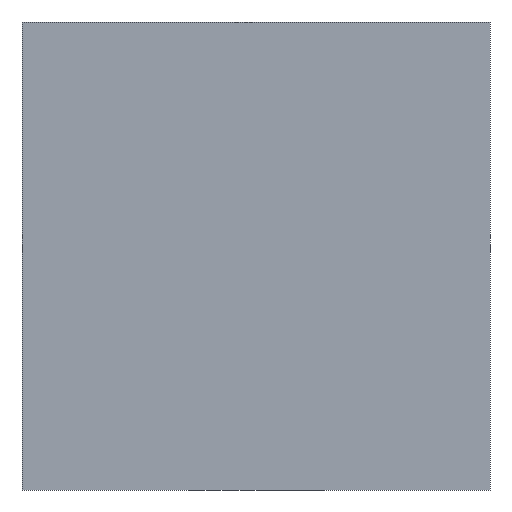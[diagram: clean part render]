
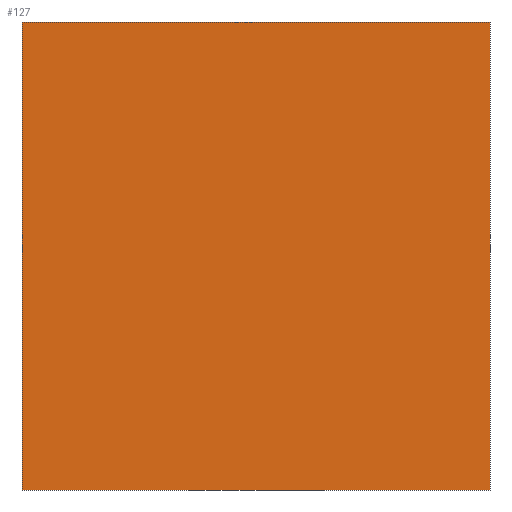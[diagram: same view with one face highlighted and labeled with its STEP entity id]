
A CAD part, front view. The second image highlights one B-rep face of the part: STEP entity #127.
In plain terms, the highlighted planar face has unit normal (0, -1, 0).
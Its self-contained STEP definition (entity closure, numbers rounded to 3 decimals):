
#31=ORIENTED_EDGE('',*,*,#58,.F.);
#32=ORIENTED_EDGE('',*,*,#57,.F.);
#33=ORIENTED_EDGE('',*,*,#59,.T.);
#34=ORIENTED_EDGE('',*,*,#60,.T.);
#57=EDGE_CURVE('',#70,#69,#81,.T.);
#58=EDGE_CURVE('',#69,#71,#82,.T.);
#59=EDGE_CURVE('',#70,#72,#83,.T.);
#60=EDGE_CURVE('',#72,#71,#84,.T.);
#69=VERTEX_POINT('',#198);
#70=VERTEX_POINT('',#200);
#71=VERTEX_POINT('',#204);
#72=VERTEX_POINT('',#206);
#81=LINE('',#201,#93);
#82=LINE('',#203,#94);
#83=LINE('',#205,#95);
#84=LINE('',#207,#96);
#93=VECTOR('',#166,1000.);
#94=VECTOR('',#169,1000.);
#95=VECTOR('',#170,1000.);
#96=VECTOR('',#171,1000.);
#101=EDGE_LOOP('',(#31,#32,#33,#34));
#111=FACE_BOUND('',#101,.T.);
#121=PLANE('',#147);
#127=ADVANCED_FACE('',(#111),#121,.T.);
#147=AXIS2_PLACEMENT_3D('',#202,#167,#168);
#166=DIRECTION('',(0.,0.,-1.));
#167=DIRECTION('',(0.,-1.,0.));
#168=DIRECTION('',(0.,0.,-1.));
#169=DIRECTION('',(-1.,0.,0.));
#170=DIRECTION('',(-1.,0.,0.));
#171=DIRECTION('',(0.,0.,-1.));
#198=CARTESIAN_POINT('',(30.,-40.,-15.041));
#200=CARTESIAN_POINT('',(30.,-40.,44.959));
#201=CARTESIAN_POINT('',(30.,-40.,29.918));
#202=CARTESIAN_POINT('',(30.,-40.,29.918));
#203=CARTESIAN_POINT('',(30.,-40.,-15.041));
#204=CARTESIAN_POINT('',(-30.,-40.,-15.041));
#205=CARTESIAN_POINT('',(30.,-40.,44.959));
#206=CARTESIAN_POINT('',(-30.,-40.,44.959));
#207=CARTESIAN_POINT('',(-30.,-40.,29.918));
